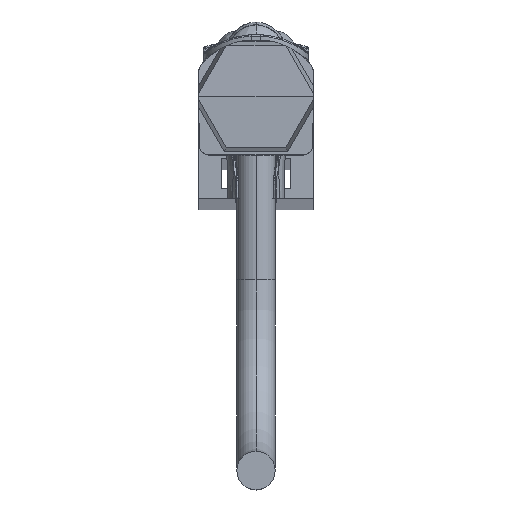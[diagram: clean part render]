
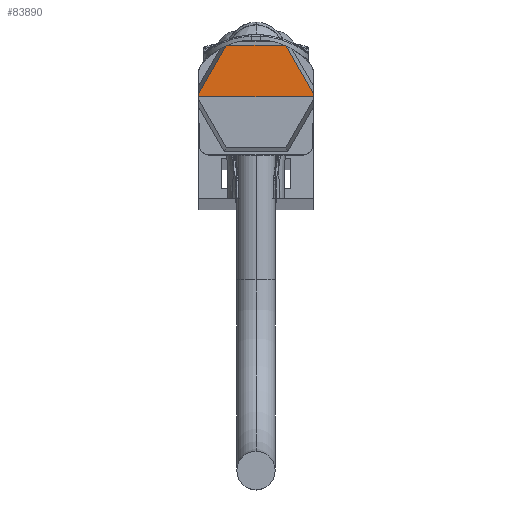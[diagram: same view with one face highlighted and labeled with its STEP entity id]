
A CAD part, top view. The second image highlights one B-rep face of the part: STEP entity #83890.
In plain terms, the highlighted planar face has unit normal (0, 0.018, 1).
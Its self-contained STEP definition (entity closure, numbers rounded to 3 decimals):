
#33368=CARTESIAN_POINT('',(3.161,7.618,358.158));
#33401=CARTESIAN_POINT('',(2.928,7.722,358.156));
#33402=CARTESIAN_POINT('',(3.006,7.689,358.157));
#33403=CARTESIAN_POINT('',(3.084,7.654,358.157));
#33404=CARTESIAN_POINT('',(3.161,7.618,358.158));
#33406=DIRECTION('',(-0.497,0.868,-0.015));
#33407=VECTOR('',#33406,5.7);
#33408=CARTESIAN_POINT('',(5.994,2.673,358.244));
#33409=LINE('',#33408,#33407);
#33410=DIRECTION('',(-0.017,1.,-0.017));
#33411=VECTOR('',#33410,0.323);
#33412=CARTESIAN_POINT('',(6.,2.35,358.25));
#33413=LINE('',#33412,#33411);
#33414=DIRECTION('',(1.,0.,0.));
#33415=VECTOR('',#33414,12.);
#33416=CARTESIAN_POINT('',(-6.,2.35,358.25));
#33417=LINE('',#33416,#33415);
#33418=DIRECTION('',(0.017,1.,-0.017));
#33419=VECTOR('',#33418,0.323);
#33420=CARTESIAN_POINT('',(-6.,2.35,358.25));
#33421=LINE('',#33420,#33419);
#33422=DIRECTION('',(-0.497,-0.868,0.015));
#33423=VECTOR('',#33422,5.7);
#33424=CARTESIAN_POINT('',(-3.161,7.618,
358.158));
#33425=LINE('',#33424,#33423);
#33426=CARTESIAN_POINT('',(-3.161,7.618,
358.158));
#33427=CARTESIAN_POINT('',(-3.084,7.654,
358.157));
#33428=CARTESIAN_POINT('',(-3.006,7.689,
358.157));
#33429=CARTESIAN_POINT('',(-2.927,7.722,
358.156));
#33431=DIRECTION('',(-1.,0.,0.));
#33432=VECTOR('',#33431,5.855);
#33433=CARTESIAN_POINT('',(2.928,7.722,358.156));
#33434=LINE('',#33433,#33432);
#35174=CARTESIAN_POINT('',(2.928,7.722,358.156));
#35180=CARTESIAN_POINT('',(-2.927,7.722,
358.156));
#35190=CARTESIAN_POINT('',(-3.161,7.618,
358.158));
#37751=CARTESIAN_POINT('',(-6.,2.35,358.25));
#37752=VERTEX_POINT('',#37751);
#37753=CARTESIAN_POINT('',(6.,2.35,358.25));
#37754=VERTEX_POINT('',#37753);
#37763=VERTEX_POINT('',#33368);
#37766=CARTESIAN_POINT('',(5.994,2.673,358.244));
#37768=VERTEX_POINT('',#37766);
#37769=VERTEX_POINT('',#35190);
#37772=CARTESIAN_POINT('',(-5.994,2.673,
358.244));
#37774=VERTEX_POINT('',#37772);
#37779=VERTEX_POINT('',#35174);
#37781=VERTEX_POINT('',#35180);
#83870=CARTESIAN_POINT('',(-6.64,2.35,358.25));
#83871=DIRECTION('',(0.,0.017,1.));
#83872=DIRECTION('',(1.,0.,0.));
#83873=AXIS2_PLACEMENT_3D('',#83870,#83871,#83872);
#83874=PLANE('',#83873);
#83875=ORIENTED_EDGE('',*,*,#83831,.T.);
#83876=ORIENTED_EDGE('',*,*,#83818,.F.);
#83877=ORIENTED_EDGE('',*,*,#83803,.F.);
#83879=ORIENTED_EDGE('',*,*,#83878,.F.);
#83881=ORIENTED_EDGE('',*,*,#83880,.T.);
#83883=ORIENTED_EDGE('',*,*,#83882,.F.);
#83885=ORIENTED_EDGE('',*,*,#83884,.T.);
#83887=ORIENTED_EDGE('',*,*,#83886,.F.);
#83888=EDGE_LOOP('',(#83875,#83876,#83877,#83879,#83881,#83883,#83885,#83887));
#83889=FACE_OUTER_BOUND('',#83888,.F.);
#83890=ADVANCED_FACE('',(#83889),#83874,.T.);
#33405=B_SPLINE_CURVE_WITH_KNOTS('',3,(#33401,#33402,#33403,#33404),
.UNSPECIFIED.,.F.,.F.,(4,4),(0.,1.),.UNSPECIFIED.);
#33430=B_SPLINE_CURVE_WITH_KNOTS('',3,(#33426,#33427,#33428,#33429),
.UNSPECIFIED.,.F.,.F.,(4,4),(0.,1.),.UNSPECIFIED.);
#83803=EDGE_CURVE('',#37754,#37768,#33413,.T.);
#83818=EDGE_CURVE('',#37768,#37763,#33409,.T.);
#83831=EDGE_CURVE('',#37779,#37763,#33405,.T.);
#83878=EDGE_CURVE('',#37752,#37754,#33417,.T.);
#83880=EDGE_CURVE('',#37752,#37774,#33421,.T.);
#83882=EDGE_CURVE('',#37769,#37774,#33425,.T.);
#83884=EDGE_CURVE('',#37769,#37781,#33430,.T.);
#83886=EDGE_CURVE('',#37779,#37781,#33434,.T.);
